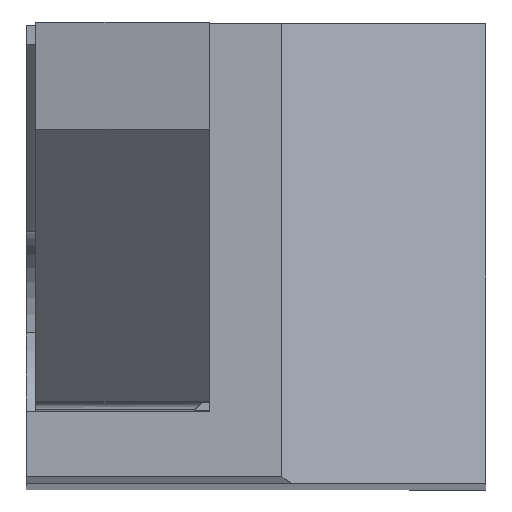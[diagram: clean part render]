
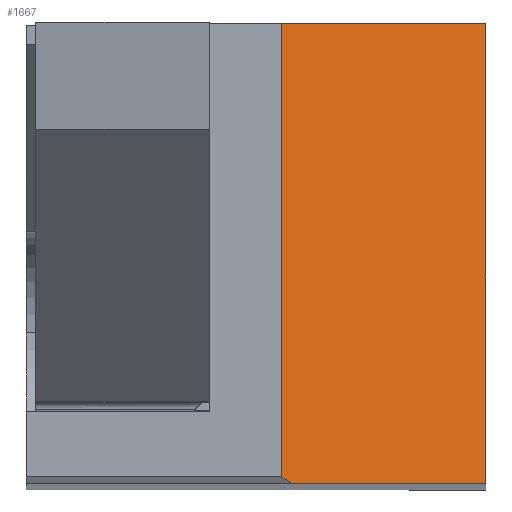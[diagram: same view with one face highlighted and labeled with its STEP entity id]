
A CAD part, top view. The second image highlights one B-rep face of the part: STEP entity #1667.
In plain terms, the highlighted planar face has unit normal (0.342, 0, 0.94).
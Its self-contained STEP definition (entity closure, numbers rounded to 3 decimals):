
#6 = CARTESIAN_POINT ( 'NONE',  ( 14.83, 9.53, 0. ) ) ;
#51 = VECTOR ( 'NONE', #1198, 1000. ) ;
#168 = DIRECTION ( 'NONE',  ( 0.94, 0., -0.342 ) ) ;
#180 = VECTOR ( 'NONE', #977, 1000. ) ;
#345 = VECTOR ( 'NONE', #1913, 1000. ) ;
#460 = VERTEX_POINT ( 'NONE', #1338 ) ;
#595 = LINE ( 'NONE', #2247, #1624 ) ;
#598 = ORIENTED_EDGE ( 'NONE', *, *, #1779, .F. ) ;
#747 = DIRECTION ( 'NONE',  ( -0.94, 0., 0.342 ) ) ;
#769 = CARTESIAN_POINT ( 'NONE',  ( 44.277, 9.53, -10.718 ) ) ;
#797 = DIRECTION ( 'NONE',  ( -0.808, 0.51, 0.294 ) ) ;
#965 = CARTESIAN_POINT ( 'NONE',  ( 19.06, 9.53, -1.54 ) ) ;
#977 = DIRECTION ( 'NONE',  ( -0.94, 0., 0.342 ) ) ;
#984 = AXIS2_PLACEMENT_3D ( 'NONE', #1577, #1885, #747 ) ;
#991 = CARTESIAN_POINT ( 'NONE',  ( 19.06, 0., -1.54 ) ) ;
#1009 = ORIENTED_EDGE ( 'NONE', *, *, #1797, .T. ) ;
#1125 = ORIENTED_EDGE ( 'NONE', *, *, #1753, .T. ) ;
#1198 = DIRECTION ( 'NONE',  ( 0., 1., 0. ) ) ;
#1232 = EDGE_LOOP ( 'NONE', ( #1687, #1009, #598, #1481, #1125 ) ) ;
#1287 = VERTEX_POINT ( 'NONE', #1623 ) ;
#1334 = VERTEX_POINT ( 'NONE', #1419 ) ;
#1338 = CARTESIAN_POINT ( 'NONE',  ( 15.036, 0., -0.075 ) ) ;
#1355 = VERTEX_POINT ( 'NONE', #6 ) ;
#1419 = CARTESIAN_POINT ( 'NONE',  ( 19.06, 0., -1.54 ) ) ;
#1466 = FACE_OUTER_BOUND ( 'NONE', #1232, .T. ) ;
#1481 = ORIENTED_EDGE ( 'NONE', *, *, #1755, .T. ) ;
#1564 = VECTOR ( 'NONE', #797, 1000. ) ;
#1577 = CARTESIAN_POINT ( 'NONE',  ( 14.83, 110.939, 0. ) ) ;
#1623 = CARTESIAN_POINT ( 'NONE',  ( 14.83, 0.13, 0. ) ) ;
#1624 = VECTOR ( 'NONE', #168, 1000. ) ;
#1667 = ADVANCED_FACE ( 'NONE', ( #1466 ), #2226, .T. ) ;
#1681 = LINE ( 'NONE', #991, #51 ) ;
#1687 = ORIENTED_EDGE ( 'NONE', *, *, #1725, .T. ) ;
#1692 = VERTEX_POINT ( 'NONE', #965 ) ;
#1725 = EDGE_CURVE ( 'NONE', #1692, #1355, #1785, .T. ) ;
#1753 = EDGE_CURVE ( 'NONE', #1334, #1692, #1681, .T. ) ;
#1755 = EDGE_CURVE ( 'NONE', #460, #1334, #595, .T. ) ;
#1779 = EDGE_CURVE ( 'NONE', #460, #1287, #1915, .T. ) ;
#1785 = LINE ( 'NONE', #769, #180 ) ;
#1796 = CARTESIAN_POINT ( 'NONE',  ( 14.83, 110.939, 0. ) ) ;
#1797 = EDGE_CURVE ( 'NONE', #1355, #1287, #1878, .T. ) ;
#1878 = LINE ( 'NONE', #1796, #345 ) ;
#1885 = DIRECTION ( 'NONE',  ( 0.342, 0., 0.94 ) ) ;
#1909 = CARTESIAN_POINT ( 'NONE',  ( -58.024, 46.058, 26.517 ) ) ;
#1913 = DIRECTION ( 'NONE',  ( 0., -1., 0. ) ) ;
#1915 = LINE ( 'NONE', #1909, #1564 ) ;
#2226 = PLANE ( 'NONE',  #984 ) ;
#2247 = CARTESIAN_POINT ( 'NONE',  ( 44.277, 0., -10.718 ) ) ;
